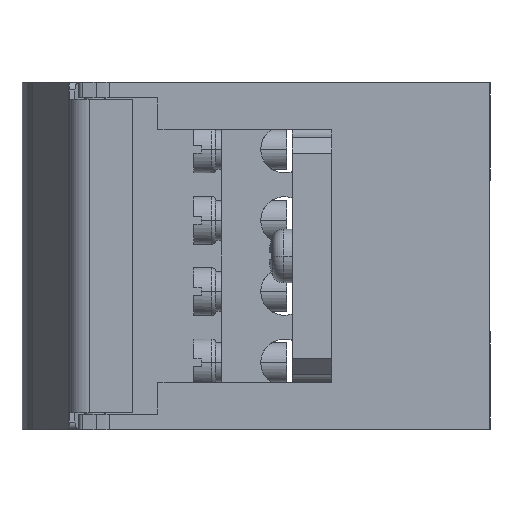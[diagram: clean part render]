
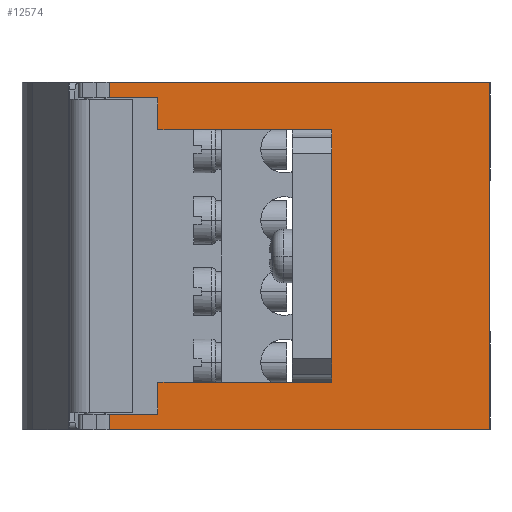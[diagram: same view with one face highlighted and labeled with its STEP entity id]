
A CAD part, left-side view. The second image highlights one B-rep face of the part: STEP entity #12574.
In plain terms, the highlighted planar face has unit normal (-1, 0, 0).
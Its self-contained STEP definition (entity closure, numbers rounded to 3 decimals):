
#1294=DIRECTION('',(0.,0.,-1.));
#1295=VECTOR('',#1294,1.);
#1296=CARTESIAN_POINT('',(-21.,20.,-15.));
#1297=LINE('',#1296,#1295);
#1310=DIRECTION('',(0.,0.,-1.));
#1311=VECTOR('',#1310,1.);
#1312=CARTESIAN_POINT('',(-21.,20.,16.));
#1313=LINE('',#1312,#1311);
#1399=DIRECTION('',(0.,0.,1.));
#1400=VECTOR('',#1399,30.);
#1401=CARTESIAN_POINT('',(-21.,20.,-15.));
#1402=LINE('',#1401,#1400);
#1403=DIRECTION('',(0.,1.,0.));
#1404=VECTOR('',#1403,6.172);
#1405=CARTESIAN_POINT('',(-21.,42.,20.));
#1406=LINE('',#1405,#1404);
#1407=DIRECTION('',(0.,0.,1.));
#1408=VECTOR('',#1407,2.);
#1409=CARTESIAN_POINT('',(-21.,48.172,20.));
#1410=LINE('',#1409,#1408);
#1411=DIRECTION('',(0.,-1.,0.));
#1412=VECTOR('',#1411,48.172);
#1413=CARTESIAN_POINT('',(-21.,48.172,22.));
#1414=LINE('',#1413,#1412);
#1415=DIRECTION('',(0.,1.,0.));
#1416=VECTOR('',#1415,48.172);
#1417=CARTESIAN_POINT('',(-21.,0.,-22.));
#1418=LINE('',#1417,#1416);
#1419=DIRECTION('',(0.,-1.,0.));
#1420=VECTOR('',#1419,6.172);
#1421=CARTESIAN_POINT('',(-21.,48.172,-20.));
#1422=LINE('',#1421,#1420);
#1427=DIRECTION('',(0.,-1.,0.));
#1428=VECTOR('',#1427,22.);
#1429=CARTESIAN_POINT('',(-21.,42.,16.));
#1430=LINE('',#1429,#1428);
#1439=DIRECTION('',(0.,0.,-1.));
#1440=VECTOR('',#1439,4.);
#1441=CARTESIAN_POINT('',(-21.,42.,20.));
#1442=LINE('',#1441,#1440);
#3531=DIRECTION('',(0.,0.,1.));
#3532=VECTOR('',#3531,44.);
#3533=CARTESIAN_POINT('',(-21.,0.,-22.));
#3534=LINE('',#3533,#3532);
#3919=DIRECTION('',(0.,0.,-1.));
#3920=VECTOR('',#3919,2.);
#3921=CARTESIAN_POINT('',(-21.,48.172,-20.));
#3922=LINE('',#3921,#3920);
#4048=DIRECTION('',(0.,0.,-1.));
#4049=VECTOR('',#4048,4.);
#4050=CARTESIAN_POINT('',(-21.,42.,-16.));
#4051=LINE('',#4050,#4049);
#4072=DIRECTION('',(0.,1.,0.));
#4073=VECTOR('',#4072,22.);
#4074=CARTESIAN_POINT('',(-21.,20.,-16.));
#4075=LINE('',#4074,#4073);
#8806=CARTESIAN_POINT('',(-21.,48.172,-22.));
#8807=VERTEX_POINT('',#8806);
#8808=CARTESIAN_POINT('',(-21.,0.,-22.));
#8809=VERTEX_POINT('',#8808);
#8862=CARTESIAN_POINT('',(-21.,48.172,-20.));
#8864=VERTEX_POINT('',#8862);
#8932=CARTESIAN_POINT('',(-21.,48.172,20.));
#8933=VERTEX_POINT('',#8932);
#8935=CARTESIAN_POINT('',(-21.,42.,20.));
#8937=VERTEX_POINT('',#8935);
#8980=CARTESIAN_POINT('',(-21.,0.,22.));
#8981=VERTEX_POINT('',#8980);
#8982=CARTESIAN_POINT('',(-21.,48.172,22.));
#8983=VERTEX_POINT('',#8982);
#8996=CARTESIAN_POINT('',(-21.,42.,-20.));
#8997=VERTEX_POINT('',#8996);
#8998=CARTESIAN_POINT('',(-21.,42.,-16.));
#8999=VERTEX_POINT('',#8998);
#9000=CARTESIAN_POINT('',(-21.,20.,-16.));
#9001=VERTEX_POINT('',#9000);
#9002=CARTESIAN_POINT('',(-21.,42.,16.));
#9003=CARTESIAN_POINT('',(-21.,20.,16.));
#9004=VERTEX_POINT('',#9002);
#9005=VERTEX_POINT('',#9003);
#10172=CARTESIAN_POINT('',(-21.,20.,-15.));
#10173=CARTESIAN_POINT('',(-21.,20.,15.));
#10174=VERTEX_POINT('',#10172);
#10175=VERTEX_POINT('',#10173);
#12542=CARTESIAN_POINT('',(-21.,24.086,0.));
#12543=DIRECTION('',(1.,0.,0.));
#12544=DIRECTION('',(0.,-1.,0.));
#12545=AXIS2_PLACEMENT_3D('',#12542,#12543,#12544);
#12546=PLANE('',#12545);
#12547=ORIENTED_EDGE('',*,*,#12475,.T.);
#12548=ORIENTED_EDGE('',*,*,#12348,.F.);
#12550=ORIENTED_EDGE('',*,*,#12549,.F.);
#12552=ORIENTED_EDGE('',*,*,#12551,.F.);
#12554=ORIENTED_EDGE('',*,*,#12553,.T.);
#12556=ORIENTED_EDGE('',*,*,#12555,.T.);
#12558=ORIENTED_EDGE('',*,*,#12557,.T.);
#12560=ORIENTED_EDGE('',*,*,#12559,.F.);
#12562=ORIENTED_EDGE('',*,*,#12561,.T.);
#12564=ORIENTED_EDGE('',*,*,#12563,.F.);
#12566=ORIENTED_EDGE('',*,*,#12565,.T.);
#12568=ORIENTED_EDGE('',*,*,#12567,.F.);
#12570=ORIENTED_EDGE('',*,*,#12569,.F.);
#12571=ORIENTED_EDGE('',*,*,#12332,.F.);
#12572=EDGE_LOOP('',(#12547,#12548,#12550,#12552,#12554,#12556,#12558,#12560,
#12562,#12564,#12566,#12568,#12570,#12571));
#12573=FACE_OUTER_BOUND('',#12572,.F.);
#12332=EDGE_CURVE('',#10174,#9001,#1297,.T.);
#12348=EDGE_CURVE('',#9005,#10175,#1313,.T.);
#12475=EDGE_CURVE('',#10174,#10175,#1402,.T.);
#12549=EDGE_CURVE('',#9004,#9005,#1430,.T.);
#12551=EDGE_CURVE('',#8937,#9004,#1442,.T.);
#12553=EDGE_CURVE('',#8937,#8933,#1406,.T.);
#12555=EDGE_CURVE('',#8933,#8983,#1410,.T.);
#12557=EDGE_CURVE('',#8983,#8981,#1414,.T.);
#12559=EDGE_CURVE('',#8809,#8981,#3534,.T.);
#12561=EDGE_CURVE('',#8809,#8807,#1418,.T.);
#12563=EDGE_CURVE('',#8864,#8807,#3922,.T.);
#12565=EDGE_CURVE('',#8864,#8997,#1422,.T.);
#12567=EDGE_CURVE('',#8999,#8997,#4051,.T.);
#12569=EDGE_CURVE('',#9001,#8999,#4075,.T.);
#12574=ADVANCED_FACE('',(#12573),#12546,.F.);
